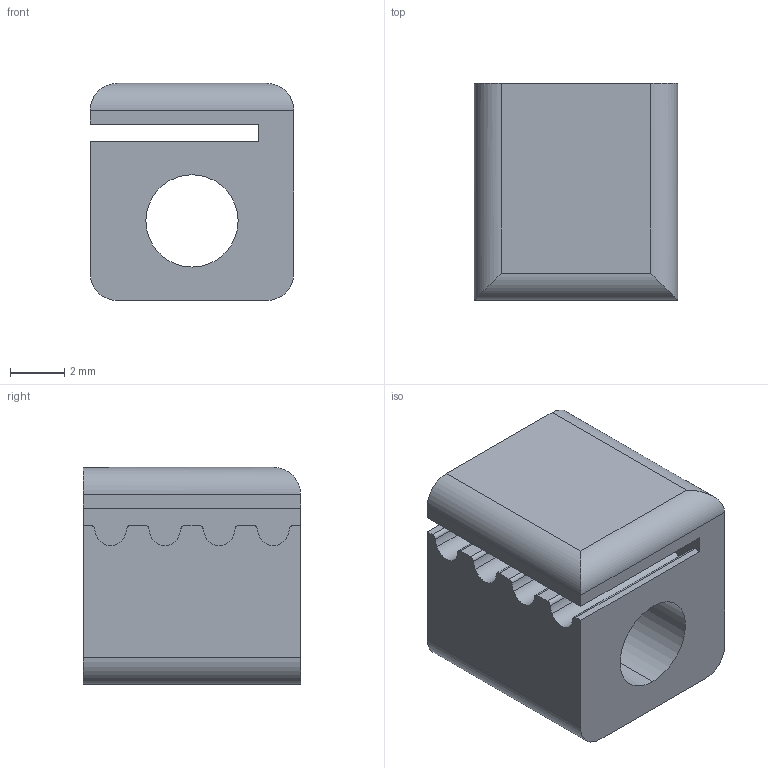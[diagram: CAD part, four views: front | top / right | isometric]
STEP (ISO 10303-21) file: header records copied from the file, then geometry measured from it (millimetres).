
FILE_DESCRIPTION (( 'STEP AP203' ), '1' );
FILE_NAME ('CB-002-014-Tensioning Block.STEP', '2023-07-09T14:27:33', ( '' ), ( '' ), 'SwSTEP 2.0', 'SolidWorks 2023', '' );
FILE_SCHEMA (( 'CONFIG_CONTROL_DESIGN' ));
Length unit declared in the file: millimetre
Products named in the file (1): CB-002-014-Tensioning Block
Bounding box: 7.5 x 8 x 8 mm (x, y, z)
Volume: 349.8 mm3; surface area: 528.9 mm2
Topology: 1 solids, 1 shells, 41 faces, 115 edges, 76 vertices
Faces by surface type: cylinder 27, plane 14
Entity records: 1424 total; most frequent: DIRECTION 247, CARTESIAN_POINT 239, ORIENTED_EDGE 230, EDGE_CURVE 115, AXIS2_PLACEMENT_3D 92, VERTEX_POINT 76, LINE 63, VECTOR 63
